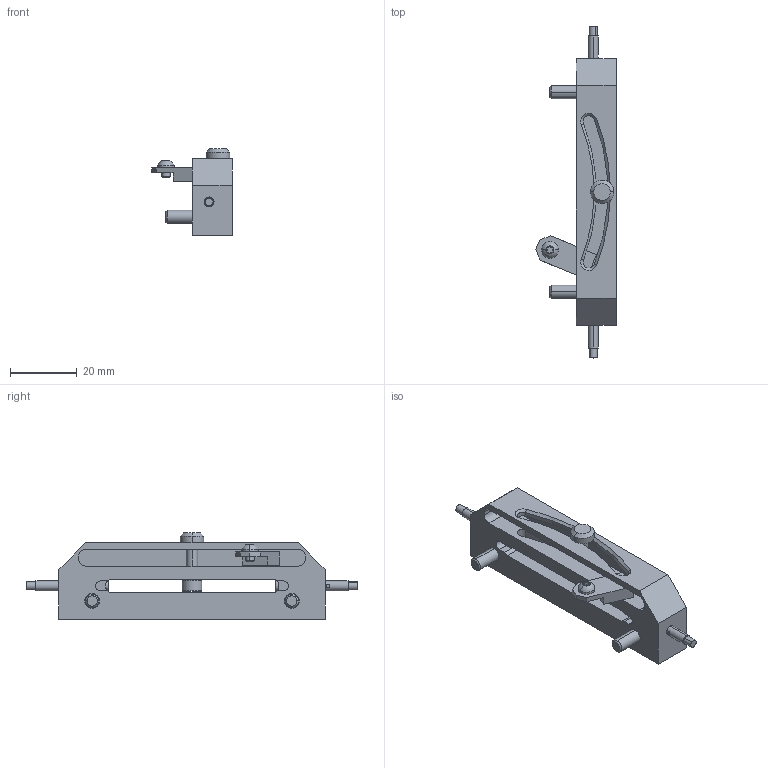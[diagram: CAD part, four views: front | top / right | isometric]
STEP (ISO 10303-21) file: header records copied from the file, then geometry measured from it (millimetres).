
FILE_DESCRIPTION((''),'2;1');
FILE_NAME('637970-01-D01','2012-06-20T',('ch5375'),(''),'PRO/ENGINEER BY PARAMETRIC TECHNOLOGY CORPORATION, 2010370','PRO/ENGINEER BY PARAMETRIC TECHNOLOGY CORPORATION, 2010370','');
FILE_SCHEMA(('CONFIG_CONTROL_DESIGN','SHAPE_APPEARANCE_LAYERS_GROUPS'));
Length unit declared in the file: millimetre
Products named in the file (1): 637970-01-D01
Bounding box: 24.23 x 99.8 x 26 mm (x, y, z)
Volume: 15097.1 mm3; surface area: 10095.6 mm2
Topology: 2 solids, 4 shells, 252 faces, 594 edges, 368 vertices
Faces by surface type: cylinder 105, plane 87, cone 54, bspline 4, sphere 2
Entity records: 8029 total; most frequent: CARTESIAN_POINT 2079, DIRECTION 1286, ORIENTED_EDGE 1180, EDGE_CURVE 590, AXIS2_PLACEMENT_3D 506, VERTEX_POINT 368, EDGE_LOOP 284, VECTOR 274
